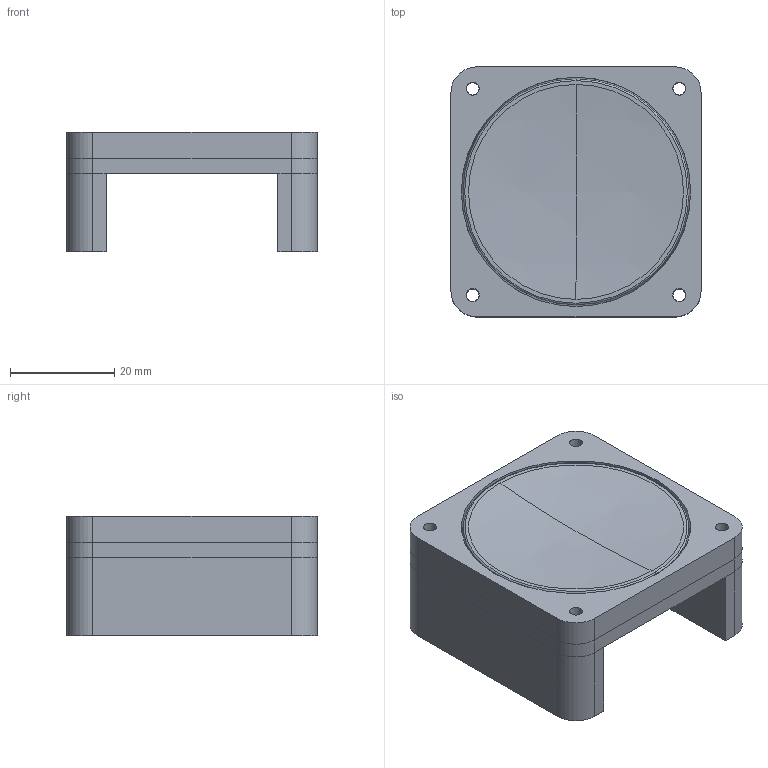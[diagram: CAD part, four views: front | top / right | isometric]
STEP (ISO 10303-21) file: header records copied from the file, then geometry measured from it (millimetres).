
FILE_DESCRIPTION(('FreeCAD Model'),'2;1');
FILE_NAME('Open CASCADE Shape Model','2023-09-07T11:50:19',(''),(''), 'Open CASCADE STEP processor 7.5','FreeCAD','Unknown');
FILE_SCHEMA(('AUTOMOTIVE_DESIGN { 1 0 10303 214 1 1 1 1 }'));
Length unit declared in the file: millimetre
Products named in the file (4): trackpad_holder; trackpad; top; bottom
Assembly tree (3 placements, depth 2):
  trackpad_holder
    trackpad
    top
    bottom
Bounding box: 48 x 48 x 23 mm (x, y, z)
Volume: 23414.7 mm3; surface area: 16383.7 mm2
Topology: 3 solids, 3 shells, 81 faces, 203 edges, 129 vertices
Faces by surface type: plane 45, cylinder 23, cone 7, torus 2, sphere 2, bspline 2
Full cylindrical faces by diameter (mm): 2.4 x4, 2.5 x4, 44 x1
Entity records: 2601 total; most frequent: CARTESIAN_POINT 501, DIRECTION 430, ORIENTED_EDGE 406, EDGE_CURVE 203, AXIS2_PLACEMENT_3D 158, VERTEX_POINT 129, LINE 114, VECTOR 114
